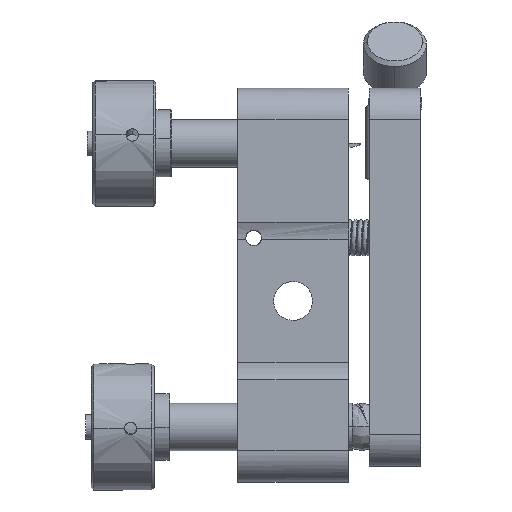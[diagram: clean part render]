
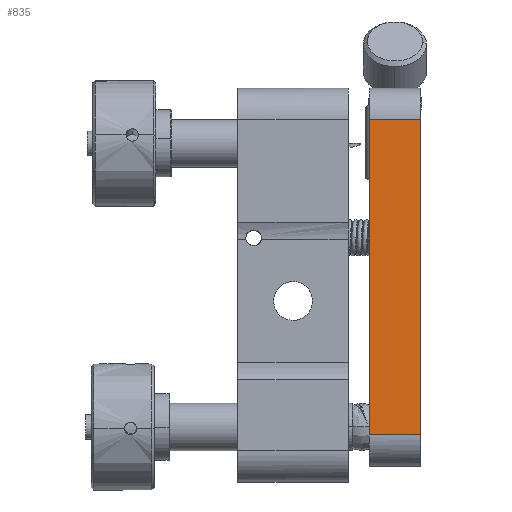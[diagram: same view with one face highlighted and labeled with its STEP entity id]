
A CAD part, left-side view. The second image highlights one B-rep face of the part: STEP entity #835.
In plain terms, the highlighted free-form (B-spline) face has degree [1, 1] with [2, 2] control points.
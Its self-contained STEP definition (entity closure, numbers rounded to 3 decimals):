
#835=ADVANCED_FACE('',(#1646),#29271,.T.);
#1646=FACE_OUTER_BOUND('',#2469,.T.);
#2469=EDGE_LOOP('',(#3727,#3728,#3729,#3730));
#3727=ORIENTED_EDGE('',*,*,#24217,.F.);
#3728=ORIENTED_EDGE('',*,*,#24354,.T.);
#3729=ORIENTED_EDGE('',*,*,#24155,.F.);
#3730=ORIENTED_EDGE('',*,*,#24353,.F.);
#7716=PCURVE('',#29235,#12096);
#7785=PCURVE('',#29237,#12165);
#8104=PCURVE('',#29757,#12484);
#8107=PCURVE('',#29271,#12487);
#8108=PCURVE('',#29271,#12488);
#8109=PCURVE('',#29271,#12489);
#8110=PCURVE('',#29271,#12490);
#8114=PCURVE('',#29758,#12494);
#12096=DEFINITIONAL_REPRESENTATION('',(#16479),#104964);
#12165=DEFINITIONAL_REPRESENTATION('',(#16550),#104964);
#12484=DEFINITIONAL_REPRESENTATION('',(#16882),#104964);
#12487=DEFINITIONAL_REPRESENTATION('',(#16885),#104964);
#12488=DEFINITIONAL_REPRESENTATION('',(#16887),#104964);
#12489=DEFINITIONAL_REPRESENTATION('',(#16888),#104964);
#12490=DEFINITIONAL_REPRESENTATION('',(#16889),#104964);
#12494=DEFINITIONAL_REPRESENTATION('',(#16894),#104964);
#16478=B_SPLINE_CURVE_WITH_KNOTS('',1,(#31847,#31848),.UNSPECIFIED.,.F.,
 .F.,(2,2),(-40.,0.),.UNSPECIFIED.);
#16479=B_SPLINE_CURVE_WITH_KNOTS('',1,(#31849,#31850),.UNSPECIFIED.,.F.,
 .F.,(2,2),(-40.,0.),.UNSPECIFIED.);
#16549=B_SPLINE_CURVE_WITH_KNOTS('',1,(#32223,#32224),.UNSPECIFIED.,.F.,
 .F.,(2,2),(-40.,0.),.UNSPECIFIED.);
#16550=B_SPLINE_CURVE_WITH_KNOTS('',1,(#32225,#32226),.UNSPECIFIED.,.F.,
 .F.,(2,2),(-40.,0.),.UNSPECIFIED.);
#16881=B_SPLINE_CURVE_WITH_KNOTS('',1,(#33369,#33370),.UNSPECIFIED.,.F.,
 .F.,(2,2),(-6.5,0.),.UNSPECIFIED.);
#16882=B_SPLINE_CURVE_WITH_KNOTS('',1,(#33371,#33372),.UNSPECIFIED.,.F.,
 .F.,(2,2),(-6.5,0.),.UNSPECIFIED.);
#16885=B_SPLINE_CURVE_WITH_KNOTS('',1,(#33377,#33378),.UNSPECIFIED.,.F.,
 .F.,(2,2),(-40.,0.),.UNSPECIFIED.);
#16886=B_SPLINE_CURVE_WITH_KNOTS('',1,(#33379,#33380),.UNSPECIFIED.,.F.,
 .F.,(2,2),(-6.5,0.),.UNSPECIFIED.);
#16887=B_SPLINE_CURVE_WITH_KNOTS('',1,(#33381,#33382),.UNSPECIFIED.,.F.,
 .F.,(2,2),(-6.5,0.),.UNSPECIFIED.);
#16888=B_SPLINE_CURVE_WITH_KNOTS('',1,(#33383,#33384),.UNSPECIFIED.,.F.,
 .F.,(2,2),(-40.,0.),.UNSPECIFIED.);
#16889=B_SPLINE_CURVE_WITH_KNOTS('',1,(#33385,#33386),.UNSPECIFIED.,.F.,
 .F.,(2,2),(-6.5,0.),.UNSPECIFIED.);
#16894=B_SPLINE_CURVE_WITH_KNOTS('',1,(#33395,#33396),.UNSPECIFIED.,.F.,
 .F.,(2,2),(-6.5,0.),.UNSPECIFIED.);
#21852=SURFACE_CURVE('',#16478,(#7716,#8109),.PCURVE_S1.);
#21914=SURFACE_CURVE('',#16549,(#7785,#8107),.PCURVE_S1.);
#22050=SURFACE_CURVE('',#16881,(#8104,#8110),.PCURVE_S1.);
#22051=SURFACE_CURVE('',#16886,(#8108,#8114),.PCURVE_S1.);
#24155=EDGE_CURVE('',#27727,#27728,#21852,.T.);
#24217=EDGE_CURVE('',#27785,#27786,#21914,.T.);
#24353=EDGE_CURVE('',#27786,#27727,#22050,.T.);
#24354=EDGE_CURVE('',#27785,#27728,#22051,.T.);
#27727=VERTEX_POINT('',#31582);
#27728=VERTEX_POINT('',#31583);
#27785=VERTEX_POINT('',#31640);
#27786=VERTEX_POINT('',#31641);
#29235=B_SPLINE_SURFACE_WITH_KNOTS('',1,1,((#30806,#30807),(#30808,#30809)),
 .UNSPECIFIED.,.F.,.F.,.F.,(2,2),(2,2),(-57.84,0.),(0.,
57.84),.UNSPECIFIED.);
#29237=B_SPLINE_SURFACE_WITH_KNOTS('',1,1,((#30832,#30833),(#30834,#30835)),
 .UNSPECIFIED.,.F.,.F.,.F.,(2,2),(2,2),(0.,57.84),(0.,
57.84),.UNSPECIFIED.);
#29271=B_SPLINE_SURFACE_WITH_KNOTS('',1,1,((#31474,#31475),(#31476,#31477)),
 .UNSPECIFIED.,.F.,.F.,.F.,(2,2),(2,2),(0.,48.24),(-8.04,
0.),.UNSPECIFIED.);
#29757=(
BOUNDED_SURFACE()
B_SPLINE_SURFACE(2,1,((#31456,#31457),(#31458,#31459),(#31460,#31461),(#31462,
#31463),(#31464,#31465),(#31466,#31467),(#31468,#31469),(#31470,#31471),
(#31472,#31473)),.UNSPECIFIED.,.T.,.F.,.F.)
B_SPLINE_SURFACE_WITH_KNOTS((3,2,2,2,3),(2,2),(0.,1.571,3.142,
4.712,6.283),(0.,8.04),.UNSPECIFIED.)
GEOMETRIC_REPRESENTATION_ITEM()
RATIONAL_B_SPLINE_SURFACE(((1.,1.),(0.707,0.707),
(1.,1.),(0.707,0.707),(1.,1.),(0.707,
0.707),(1.,1.),(0.707,0.707),(1.,1.)))
REPRESENTATION_ITEM('')
SURFACE()
);
#29758=(
BOUNDED_SURFACE()
B_SPLINE_SURFACE(2,1,((#31478,#31479),(#31480,#31481),(#31482,#31483),(#31484,
#31485),(#31486,#31487),(#31488,#31489),(#31490,#31491),(#31492,#31493),
(#31494,#31495)),.UNSPECIFIED.,.T.,.F.,.F.)
B_SPLINE_SURFACE_WITH_KNOTS((3,2,2,2,3),(2,2),(0.,1.571,3.142,
4.712,6.283),(0.,8.04),.UNSPECIFIED.)
GEOMETRIC_REPRESENTATION_ITEM()
RATIONAL_B_SPLINE_SURFACE(((1.,1.),(0.707,0.707),
(1.,1.),(0.707,0.707),(1.,1.),(0.707,
0.707),(1.,1.),(0.707,0.707),(1.,1.)))
REPRESENTATION_ITEM('')
SURFACE()
);
#30806=CARTESIAN_POINT('',(-117.051,-29.407,-9.185));
#30807=CARTESIAN_POINT('',(-117.051,28.433,-9.185));
#30808=CARTESIAN_POINT('',(-174.891,-29.407,-9.185));
#30809=CARTESIAN_POINT('',(-174.891,28.433,-9.185));
#30832=CARTESIAN_POINT('',(-174.891,-29.407,-2.685));
#30833=CARTESIAN_POINT('',(-174.891,28.433,-2.685));
#30834=CARTESIAN_POINT('',(-117.051,-29.407,-2.685));
#30835=CARTESIAN_POINT('',(-117.051,28.433,-2.685));
#31456=CARTESIAN_POINT('',(-125.971,15.513,-9.955));
#31457=CARTESIAN_POINT('',(-125.971,15.513,-1.915));
#31458=CARTESIAN_POINT('',(-121.971,15.513,-9.955));
#31459=CARTESIAN_POINT('',(-121.971,15.513,-1.915));
#31460=CARTESIAN_POINT('',(-121.971,19.513,-9.955));
#31461=CARTESIAN_POINT('',(-121.971,19.513,-1.915));
#31462=CARTESIAN_POINT('',(-121.971,23.513,-9.955));
#31463=CARTESIAN_POINT('',(-121.971,23.513,-1.915));
#31464=CARTESIAN_POINT('',(-125.971,23.513,-9.955));
#31465=CARTESIAN_POINT('',(-125.971,23.513,-1.915));
#31466=CARTESIAN_POINT('',(-129.971,23.513,-9.955));
#31467=CARTESIAN_POINT('',(-129.971,23.513,-1.915));
#31468=CARTESIAN_POINT('',(-129.971,19.513,-9.955));
#31469=CARTESIAN_POINT('',(-129.971,19.513,-1.915));
#31470=CARTESIAN_POINT('',(-129.971,15.513,-9.955));
#31471=CARTESIAN_POINT('',(-129.971,15.513,-1.915));
#31472=CARTESIAN_POINT('',(-125.971,15.513,-9.955));
#31473=CARTESIAN_POINT('',(-125.971,15.513,-1.915));
#31474=CARTESIAN_POINT('',(-121.971,-24.607,-9.955));
#31475=CARTESIAN_POINT('',(-121.971,-24.607,-1.915));
#31476=CARTESIAN_POINT('',(-121.971,23.633,-9.955));
#31477=CARTESIAN_POINT('',(-121.971,23.633,-1.915));
#31478=CARTESIAN_POINT('',(-125.971,-16.487,-9.955));
#31479=CARTESIAN_POINT('',(-125.971,-16.487,-1.915));
#31480=CARTESIAN_POINT('',(-129.971,-16.487,-9.955));
#31481=CARTESIAN_POINT('',(-129.971,-16.487,-1.915));
#31482=CARTESIAN_POINT('',(-129.971,-20.487,-9.955));
#31483=CARTESIAN_POINT('',(-129.971,-20.487,-1.915));
#31484=CARTESIAN_POINT('',(-129.971,-24.487,-9.955));
#31485=CARTESIAN_POINT('',(-129.971,-24.487,-1.915));
#31486=CARTESIAN_POINT('',(-125.971,-24.487,-9.955));
#31487=CARTESIAN_POINT('',(-125.971,-24.487,-1.915));
#31488=CARTESIAN_POINT('',(-121.971,-24.487,-9.955));
#31489=CARTESIAN_POINT('',(-121.971,-24.487,-1.915));
#31490=CARTESIAN_POINT('',(-121.971,-20.487,-9.955));
#31491=CARTESIAN_POINT('',(-121.971,-20.487,-1.915));
#31492=CARTESIAN_POINT('',(-121.971,-16.487,-9.955));
#31493=CARTESIAN_POINT('',(-121.971,-16.487,-1.915));
#31494=CARTESIAN_POINT('',(-125.971,-16.487,-9.955));
#31495=CARTESIAN_POINT('',(-125.971,-16.487,-1.915));
#31582=CARTESIAN_POINT('',(-121.971,19.513,-9.185));
#31583=CARTESIAN_POINT('',(-121.971,-20.487,-9.185));
#31640=CARTESIAN_POINT('',(-121.971,-20.487,-2.685));
#31641=CARTESIAN_POINT('',(-121.971,19.513,-2.685));
#31847=CARTESIAN_POINT('',(-121.971,19.513,-9.185));
#31848=CARTESIAN_POINT('',(-121.971,-20.487,-9.185));
#31849=CARTESIAN_POINT('',(-52.92,48.92));
#31850=CARTESIAN_POINT('',(-52.92,8.92));
#32223=CARTESIAN_POINT('',(-121.971,-20.487,-2.685));
#32224=CARTESIAN_POINT('',(-121.971,19.513,-2.685));
#32225=CARTESIAN_POINT('',(52.92,8.92));
#32226=CARTESIAN_POINT('',(52.92,48.92));
#33369=CARTESIAN_POINT('',(-121.971,19.513,-2.685));
#33370=CARTESIAN_POINT('',(-121.971,19.513,-9.185));
#33371=CARTESIAN_POINT('',(1.571,7.27));
#33372=CARTESIAN_POINT('',(1.571,0.77));
#33377=CARTESIAN_POINT('',(4.12,-0.77));
#33378=CARTESIAN_POINT('',(44.12,-0.77));
#33379=CARTESIAN_POINT('',(-121.971,-20.487,-2.685));
#33380=CARTESIAN_POINT('',(-121.971,-20.487,-9.185));
#33381=CARTESIAN_POINT('',(4.12,-0.77));
#33382=CARTESIAN_POINT('',(4.12,-7.27));
#33383=CARTESIAN_POINT('',(44.12,-7.27));
#33384=CARTESIAN_POINT('',(4.12,-7.27));
#33385=CARTESIAN_POINT('',(44.12,-0.77));
#33386=CARTESIAN_POINT('',(44.12,-7.27));
#33395=CARTESIAN_POINT('',(4.712,7.27));
#33396=CARTESIAN_POINT('',(4.712,0.77));
#104964=(
GEOMETRIC_REPRESENTATION_CONTEXT(2)
PARAMETRIC_REPRESENTATION_CONTEXT()
REPRESENTATION_CONTEXT('pspace','')
);
